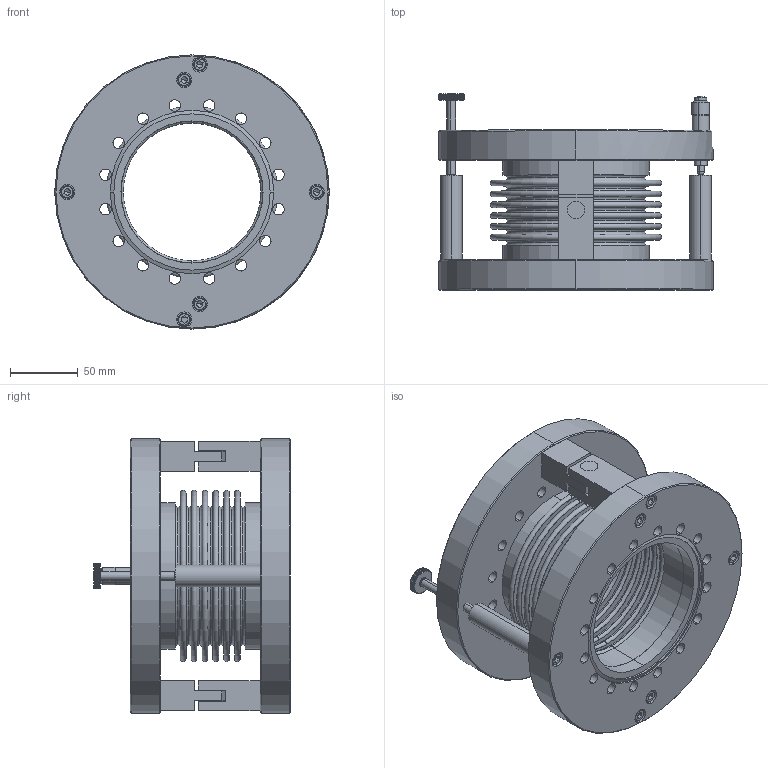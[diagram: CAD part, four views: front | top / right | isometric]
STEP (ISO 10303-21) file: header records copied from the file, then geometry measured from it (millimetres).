
FILE_DESCRIPTION (( 'STEP AP214' ), '1' );
FILE_NAME ('TLTM-4.0-B600C-T600C-1.STEP', '2020-10-01T20:14:38', ( '' ), ( '' ), 'SwSTEP 2.0', 'SolidWorks 2010', '' );
FILE_SCHEMA (( 'AUTOMOTIVE_DESIGN' ));
Length unit declared in the file: inch
Products named in the file (1): TLTM-4.0-B600C-T600C-1
Bounding box: 203.2 x 145.1 x 202.44 mm (x, y, z)
Surface area: 284357.1 mm2 (no closed solid volume)
Topology: 0 solids, 41 shells, 493 faces, 1921 edges, 1348 vertices
Faces by surface type: plane 198, cylinder 184, cone 67, torus 40, sphere 4
Entity records: 26991 total; most frequent: CARTESIAN_POINT 4997, DIRECTION 3257, ORIENTED_EDGE 2884, EDGE_CURVE 1899, VERTEX_POINT 1346, AXIS2_PLACEMENT_3D 1268, CIRCLE 774, VECTOR 721
